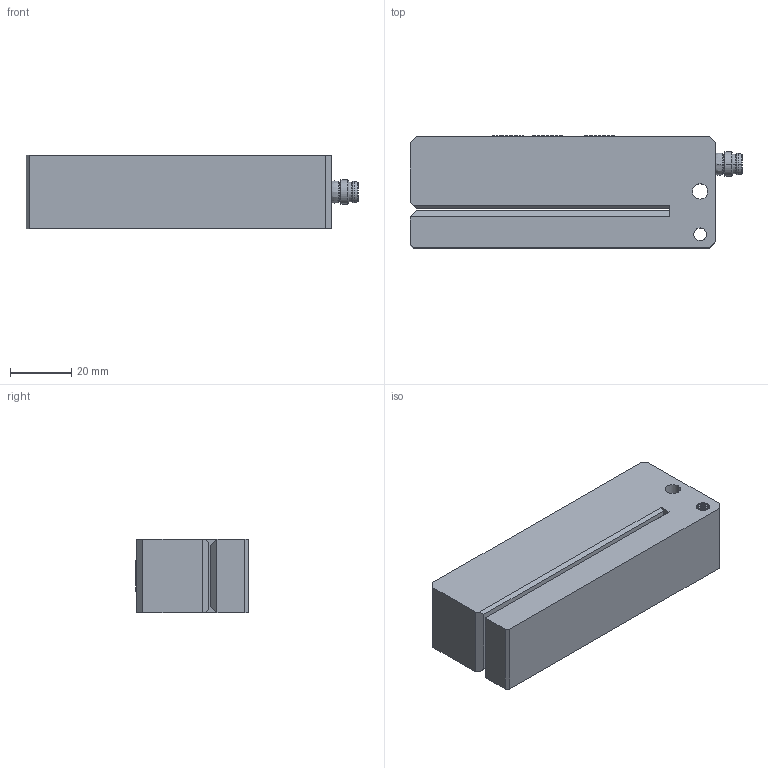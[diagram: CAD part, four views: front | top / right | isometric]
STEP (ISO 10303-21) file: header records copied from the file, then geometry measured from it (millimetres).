
FILE_DESCRIPTION(('STEP AP214'),'1');
FILE_NAME('tmp0.STEP','2019-12-04T15:13:15',(' '),(' '),'Spatial InterOp 3D',' ',' ');
FILE_SCHEMA(('automotive_design'));
Length unit declared in the file: millimetre
Products named in the file (1): ESGP4L_stp
Bounding box: 108.7 x 36.7 x 24 mm (x, y, z)
Volume: 84955.4 mm3; surface area: 18618.2 mm2
Topology: 1 solids, 2 shells, 351 faces, 740 edges, 392 vertices
Faces by surface type: cylinder 148, cone 140, plane 41, torus 12, sphere 8, bspline 2
Entity records: 11945 total; most frequent: DIRECTION 1780, CARTESIAN_POINT 1528, ORIENTED_EDGE 1448, EDGE_CURVE 724, AXIS2_PLACEMENT_3D 708, VERTEX_POINT 392, EDGE_LOOP 370, LINE 364
